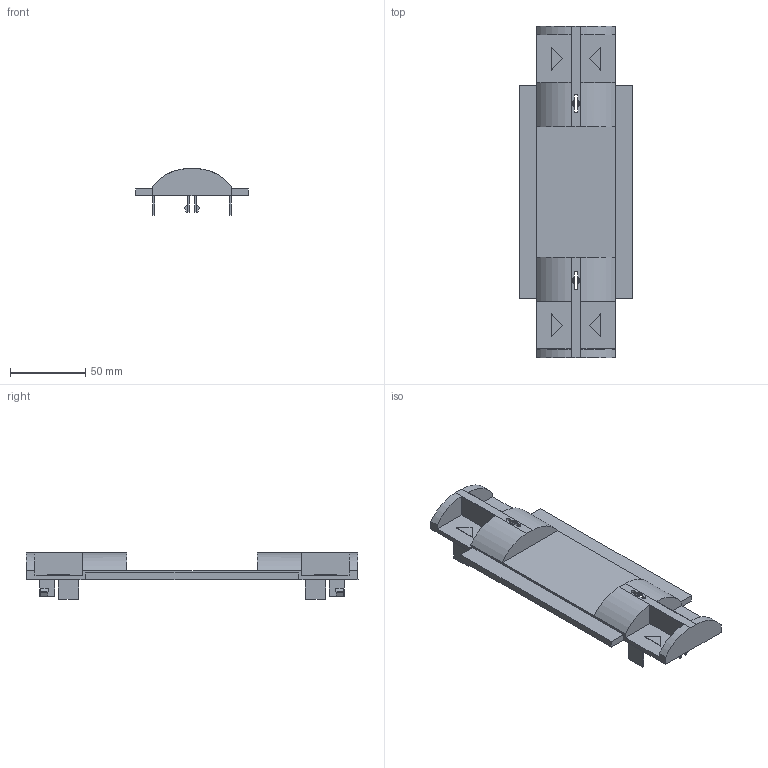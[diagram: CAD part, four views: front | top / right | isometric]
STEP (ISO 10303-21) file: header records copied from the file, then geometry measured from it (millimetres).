
FILE_DESCRIPTION(('CATIA V5 STEP'),'2;1');
FILE_NAME('U8940131_L_Grifflaschenabdeckung_A-U3L.stp','2013-09-02T13:42:57+00:00',('none'),('Jean Müller GmbH'),'CATIA Version 5 Release 19 SP 9 (IN-10)','CATIA V5 STEP AP214','none');
FILE_SCHEMA(('AUTOMOTIVE_DESIGN { 1 0 10303 214 1 1 1 1 }'));
Length unit declared in the file: millimetre
Products named in the file (1): U8940131_L_Grifflaschenabdeckung A-U3L
Bounding box: 75 x 220.5 x 31 mm (x, y, z)
Volume: 36787.1 mm3; surface area: 50524.2 mm2
Topology: 1 solids, 1 shells, 220 faces, 686 edges, 462 vertices
Faces by surface type: plane 188, cylinder 20, cone 12
Entity records: 7077 total; most frequent: CARTESIAN_POINT 1626, ORIENTED_EDGE 1372, DIRECTION 764, EDGE_CURVE 686, VECTOR 484, LINE 484, VERTEX_POINT 462, EDGE_LOOP 234
